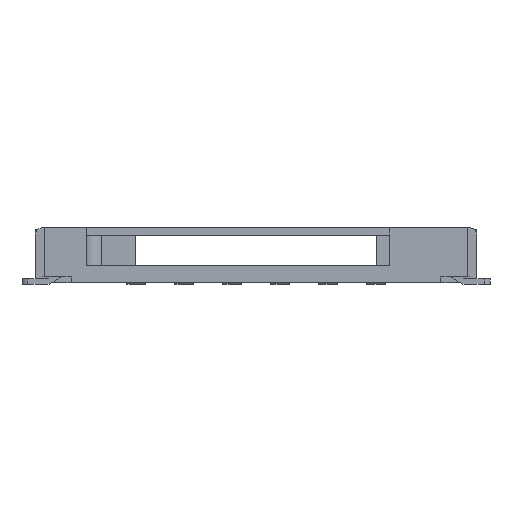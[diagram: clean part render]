
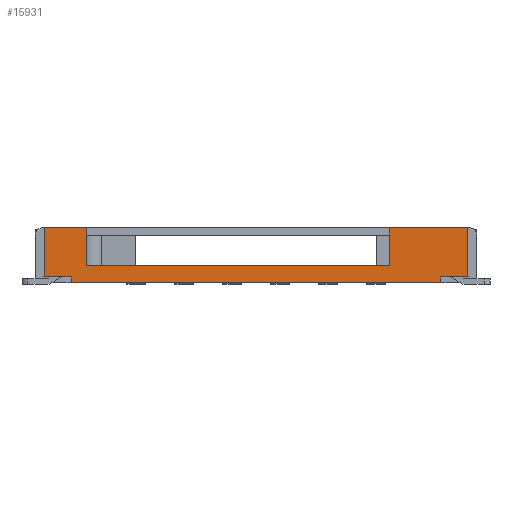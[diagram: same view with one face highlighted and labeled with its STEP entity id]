
A CAD part, front view. The second image highlights one B-rep face of the part: STEP entity #15931.
In plain terms, the highlighted planar face has unit normal (0, -1, 0).
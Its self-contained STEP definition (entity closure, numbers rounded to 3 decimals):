
#71 = VECTOR ( 'NONE', #16559, 1000. ) ;
#309 = EDGE_CURVE ( 'NONE', #38631, #29723, #20566, .T. ) ;
#934 = FACE_OUTER_BOUND ( 'NONE', #13225, .T. ) ;
#1789 = ORIENTED_EDGE ( 'NONE', *, *, #5937, .T. ) ;
#1950 = CARTESIAN_POINT ( 'NONE',  ( 3.53, -7.15, 0.5 ) ) ;
#2368 = LINE ( 'NONE', #32079, #7586 ) ;
#2730 = VERTEX_POINT ( 'NONE', #13518 ) ;
#3470 = CARTESIAN_POINT ( 'NONE',  ( -5.6, -7.15, 1.5 ) ) ;
#3518 = CARTESIAN_POINT ( 'NONE',  ( 4.9, -7.15, 0.05 ) ) ;
#3837 = CARTESIAN_POINT ( 'NONE',  ( 0., -7.15, 0. ) ) ;
#4620 = DIRECTION ( 'NONE',  ( -1., 0., 0. ) ) ;
#4819 = LINE ( 'NONE', #23069, #32193 ) ;
#5286 = CARTESIAN_POINT ( 'NONE',  ( 5.6, -7.15, 1.5 ) ) ;
#5319 = LINE ( 'NONE', #24189, #16466 ) ;
#5457 = VERTEX_POINT ( 'NONE', #29143 ) ;
#5865 = CARTESIAN_POINT ( 'NONE',  ( -4.5, -7.15, 0.5 ) ) ;
#5927 = CARTESIAN_POINT ( 'NONE',  ( 3.53, -7.15, 1.5 ) ) ;
#5937 = EDGE_CURVE ( 'NONE', #5457, #14175, #26366, .T. ) ;
#6054 = EDGE_CURVE ( 'NONE', #34004, #2730, #40400, .T. ) ;
#6178 = LINE ( 'NONE', #24848, #19336 ) ;
#6182 = VECTOR ( 'NONE', #40245, 1000. ) ;
#6965 = VECTOR ( 'NONE', #38982, 1000. ) ;
#7377 = EDGE_CURVE ( 'NONE', #2730, #38631, #5319, .T. ) ;
#7536 = VECTOR ( 'NONE', #25603, 1000. ) ;
#7586 = VECTOR ( 'NONE', #22028, 1000. ) ;
#7715 = EDGE_CURVE ( 'NONE', #29723, #8549, #4819, .T. ) ;
#8158 = EDGE_CURVE ( 'NONE', #28715, #5457, #26049, .T. ) ;
#8549 = VERTEX_POINT ( 'NONE', #5927 ) ;
#8899 = ORIENTED_EDGE ( 'NONE', *, *, #7377, .T. ) ;
#9181 = VERTEX_POINT ( 'NONE', #28191 ) ;
#10335 = CARTESIAN_POINT ( 'NONE',  ( 5.6, -7.15, 0.2 ) ) ;
#11188 = CARTESIAN_POINT ( 'NONE',  ( 5.6, -7.15, 0.2 ) ) ;
#12123 = VERTEX_POINT ( 'NONE', #1950 ) ;
#12226 = VECTOR ( 'NONE', #15876, 1000. ) ;
#12276 = ORIENTED_EDGE ( 'NONE', *, *, #7715, .T. ) ;
#12386 = CARTESIAN_POINT ( 'NONE',  ( 4.9, -7.15, 0.05 ) ) ;
#13225 = EDGE_LOOP ( 'NONE', ( #1789, #15483, #17994, #16140, #8899, #39256, #12276, #40376, #37891, #29718, #39114, #30131 ) ) ;
#13263 = CARTESIAN_POINT ( 'NONE',  ( -4.9, -7.15, 0.05 ) ) ;
#13456 = PLANE ( 'NONE',  #23360 ) ;
#13518 = CARTESIAN_POINT ( 'NONE',  ( 4.9, -7.15, 0.2 ) ) ;
#14007 = VERTEX_POINT ( 'NONE', #40276 ) ;
#14175 = VERTEX_POINT ( 'NONE', #16342 ) ;
#15137 = VECTOR ( 'NONE', #27183, 1000. ) ;
#15483 = ORIENTED_EDGE ( 'NONE', *, *, #17268, .T. ) ;
#15876 = DIRECTION ( 'NONE',  ( 0., 0., -1. ) ) ;
#15931 = ADVANCED_FACE ( 'NONE', ( #934 ), #13456, .F. ) ;
#16124 = DIRECTION ( 'NONE',  ( 0., 1., 0. ) ) ;
#16140 = ORIENTED_EDGE ( 'NONE', *, *, #6054, .T. ) ;
#16342 = CARTESIAN_POINT ( 'NONE',  ( -4.9, -7.15, 0.2 ) ) ;
#16466 = VECTOR ( 'NONE', #36602, 1000. ) ;
#16559 = DIRECTION ( 'NONE',  ( 0., 0., -1. ) ) ;
#17196 = EDGE_CURVE ( 'NONE', #14007, #28715, #2368, .T. ) ;
#17268 = EDGE_CURVE ( 'NONE', #14175, #9181, #28412, .T. ) ;
#17994 = ORIENTED_EDGE ( 'NONE', *, *, #26621, .T. ) ;
#19336 = VECTOR ( 'NONE', #27719, 1000. ) ;
#20566 = LINE ( 'NONE', #11188, #15137 ) ;
#22028 = DIRECTION ( 'NONE',  ( -1., 0., 0. ) ) ;
#22680 = DIRECTION ( 'NONE',  ( 0., 0., 1. ) ) ;
#23069 = CARTESIAN_POINT ( 'NONE',  ( 5.6, -7.15, 1.5 ) ) ;
#23095 = LINE ( 'NONE', #13263, #7536 ) ;
#23360 = AXIS2_PLACEMENT_3D ( 'NONE', #3837, #16124, #22680 ) ;
#24189 = CARTESIAN_POINT ( 'NONE',  ( 4.9, -7.15, 0.2 ) ) ;
#24726 = EDGE_CURVE ( 'NONE', #8549, #12123, #29625, .T. ) ;
#24848 = CARTESIAN_POINT ( 'NONE',  ( 3.53, -7.15, 0.5 ) ) ;
#24893 = DIRECTION ( 'NONE',  ( 0., 0., 1. ) ) ;
#25603 = DIRECTION ( 'NONE',  ( 1., 0., 0. ) ) ;
#26049 = LINE ( 'NONE', #3470, #71 ) ;
#26366 = LINE ( 'NONE', #32877, #6965 ) ;
#26621 = EDGE_CURVE ( 'NONE', #9181, #34004, #23095, .T. ) ;
#27183 = DIRECTION ( 'NONE',  ( 0., 0., 1. ) ) ;
#27212 = LINE ( 'NONE', #39649, #6182 ) ;
#27589 = VERTEX_POINT ( 'NONE', #5865 ) ;
#27719 = DIRECTION ( 'NONE',  ( -1., 0., 0. ) ) ;
#27989 = CARTESIAN_POINT ( 'NONE',  ( -5.6, -7.15, 1.5 ) ) ;
#28191 = CARTESIAN_POINT ( 'NONE',  ( -4.9, -7.15, 0.05 ) ) ;
#28393 = VECTOR ( 'NONE', #29432, 1000. ) ;
#28412 = LINE ( 'NONE', #37940, #12226 ) ;
#28715 = VERTEX_POINT ( 'NONE', #27989 ) ;
#29143 = CARTESIAN_POINT ( 'NONE',  ( -5.6, -7.15, 0.2 ) ) ;
#29432 = DIRECTION ( 'NONE',  ( 0., 0., -1. ) ) ;
#29625 = LINE ( 'NONE', #38975, #28393 ) ;
#29718 = ORIENTED_EDGE ( 'NONE', *, *, #36715, .T. ) ;
#29723 = VERTEX_POINT ( 'NONE', #5286 ) ;
#30131 = ORIENTED_EDGE ( 'NONE', *, *, #8158, .T. ) ;
#31230 = VECTOR ( 'NONE', #24893, 1000. ) ;
#32079 = CARTESIAN_POINT ( 'NONE',  ( -4.5, -7.15, 1.5 ) ) ;
#32193 = VECTOR ( 'NONE', #4620, 1000. ) ;
#32877 = CARTESIAN_POINT ( 'NONE',  ( -5.6, -7.15, 0.2 ) ) ;
#33078 = EDGE_CURVE ( 'NONE', #12123, #27589, #6178, .T. ) ;
#34004 = VERTEX_POINT ( 'NONE', #3518 ) ;
#36602 = DIRECTION ( 'NONE',  ( 1., 0., 0. ) ) ;
#36715 = EDGE_CURVE ( 'NONE', #27589, #14007, #27212, .T. ) ;
#37891 = ORIENTED_EDGE ( 'NONE', *, *, #33078, .T. ) ;
#37940 = CARTESIAN_POINT ( 'NONE',  ( -4.9, -7.15, 0.2 ) ) ;
#38631 = VERTEX_POINT ( 'NONE', #10335 ) ;
#38975 = CARTESIAN_POINT ( 'NONE',  ( 3.53, -7.15, 1.5 ) ) ;
#38982 = DIRECTION ( 'NONE',  ( 1., 0., 0. ) ) ;
#39114 = ORIENTED_EDGE ( 'NONE', *, *, #17196, .T. ) ;
#39256 = ORIENTED_EDGE ( 'NONE', *, *, #309, .T. ) ;
#39649 = CARTESIAN_POINT ( 'NONE',  ( -4.5, -7.15, 0.5 ) ) ;
#40245 = DIRECTION ( 'NONE',  ( 0., 0., 1. ) ) ;
#40276 = CARTESIAN_POINT ( 'NONE',  ( -4.5, -7.15, 1.5 ) ) ;
#40376 = ORIENTED_EDGE ( 'NONE', *, *, #24726, .T. ) ;
#40400 = LINE ( 'NONE', #12386, #31230 ) ;
